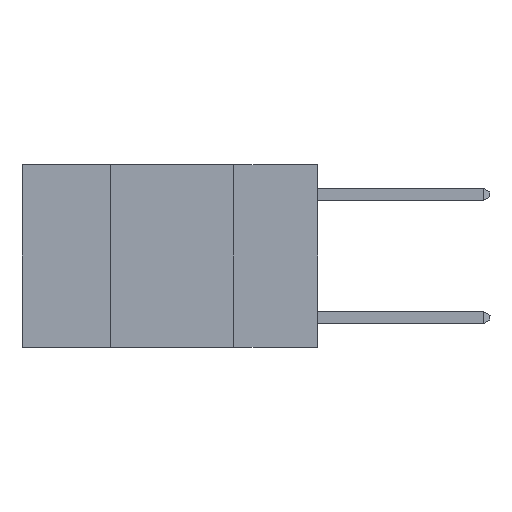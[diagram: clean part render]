
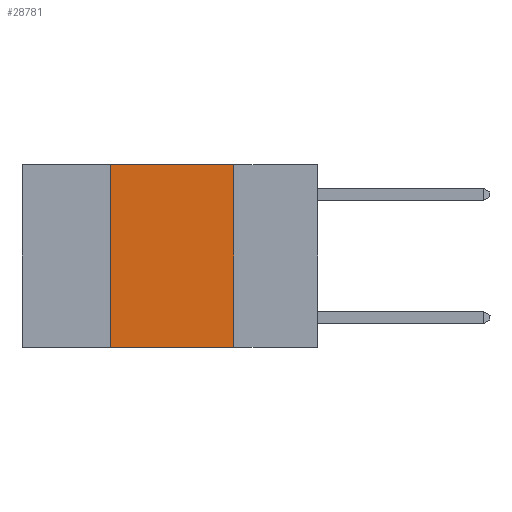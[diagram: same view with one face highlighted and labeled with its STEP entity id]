
A CAD part, left-side view. The second image highlights one B-rep face of the part: STEP entity #28781.
In plain terms, the highlighted planar face has unit normal (-1, 0, 0).
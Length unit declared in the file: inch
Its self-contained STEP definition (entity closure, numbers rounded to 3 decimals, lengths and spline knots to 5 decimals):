
#1900 = EDGE_CURVE ( 'NONE', #5207, #14812, #2667, .T. ) ;
#2667 = LINE ( 'NONE', #7873, #14887 ) ;
#4711 = ORIENTED_EDGE ( 'NONE', *, *, #30612, .F. ) ;
#5187 = EDGE_CURVE ( 'NONE', #5207, #10285, #21571, .T. ) ;
#5207 = VERTEX_POINT ( 'NONE', #17549 ) ;
#5317 = CARTESIAN_POINT ( 'NONE',  ( 0., 0.42, 0. ) ) ;
#6179 = EDGE_LOOP ( 'NONE', ( #4711, #24054, #12002, #19955 ) ) ;
#7873 = CARTESIAN_POINT ( 'NONE',  ( 0., 0.6, -0.37 ) ) ;
#10285 = VERTEX_POINT ( 'NONE', #12944 ) ;
#10457 = CARTESIAN_POINT ( 'NONE',  ( 0., 0.6, 0. ) ) ;
#11787 = VECTOR ( 'NONE', #12205, 39.37008 ) ;
#12002 = ORIENTED_EDGE ( 'NONE', *, *, #5187, .F. ) ;
#12205 = DIRECTION ( 'NONE',  ( 0., -1., 0. ) ) ;
#12900 = DIRECTION ( 'NONE',  ( 1., 0., 0. ) ) ;
#12944 = CARTESIAN_POINT ( 'NONE',  ( 0., 0.42, 0. ) ) ;
#13720 = CARTESIAN_POINT ( 'NONE',  ( 0., 0.17, -0.37 ) ) ;
#14812 = VERTEX_POINT ( 'NONE', #13720 ) ;
#14887 = VECTOR ( 'NONE', #29504, 39.37008 ) ;
#15320 = DIRECTION ( 'NONE',  ( 0., 0., -1. ) ) ;
#17453 = DIRECTION ( 'NONE',  ( 0., 0., 1. ) ) ;
#17549 = CARTESIAN_POINT ( 'NONE',  ( 0., 0.42, -0.37 ) ) ;
#17742 = CARTESIAN_POINT ( 'NONE',  ( 0., 0.17, 0. ) ) ;
#18232 = LINE ( 'NONE', #19404, #11787 ) ;
#19369 = VECTOR ( 'NONE', #15320, 39.37008 ) ;
#19404 = CARTESIAN_POINT ( 'NONE',  ( 0., 0.6, 0. ) ) ;
#19955 = ORIENTED_EDGE ( 'NONE', *, *, #1900, .T. ) ;
#20587 = FACE_OUTER_BOUND ( 'NONE', #6179, .T. ) ;
#21423 = CARTESIAN_POINT ( 'NONE',  ( 0., 0.17, 0. ) ) ;
#21571 = LINE ( 'NONE', #5317, #27125 ) ;
#24054 = ORIENTED_EDGE ( 'NONE', *, *, #29793, .F. ) ;
#24918 = PLANE ( 'NONE',  #25485 ) ;
#25485 = AXIS2_PLACEMENT_3D ( 'NONE', #10457, #12900, #29653 ) ;
#25735 = LINE ( 'NONE', #17742, #19369 ) ;
#27125 = VECTOR ( 'NONE', #17453, 39.37008 ) ;
#27918 = VERTEX_POINT ( 'NONE', #21423 ) ;
#28781 = ADVANCED_FACE ( 'NONE', ( #20587 ), #24918, .F. ) ;
#29504 = DIRECTION ( 'NONE',  ( 0., -1., 0. ) ) ;
#29653 = DIRECTION ( 'NONE',  ( 0., 0., -1. ) ) ;
#29793 = EDGE_CURVE ( 'NONE', #10285, #27918, #18232, .T. ) ;
#30612 = EDGE_CURVE ( 'NONE', #27918, #14812, #25735, .T. ) ;
